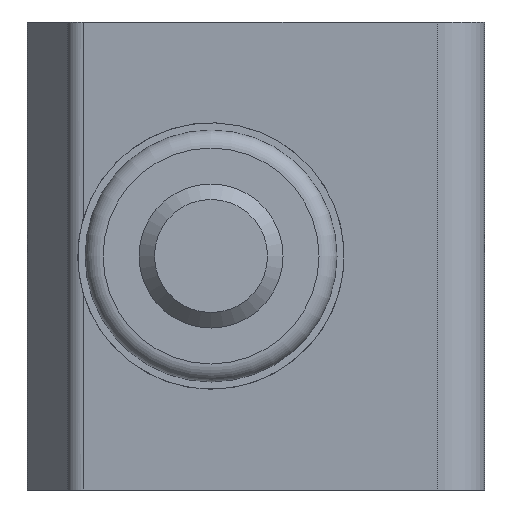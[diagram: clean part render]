
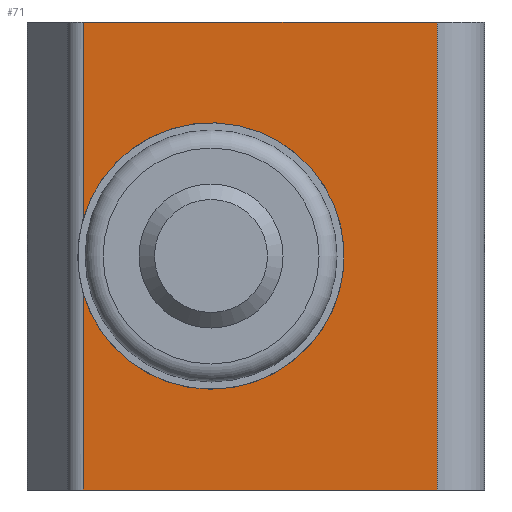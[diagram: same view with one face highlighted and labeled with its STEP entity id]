
A CAD part, front view. The second image highlights one B-rep face of the part: STEP entity #71.
In plain terms, the highlighted planar face has unit normal (-0.092, -0.996, 0).
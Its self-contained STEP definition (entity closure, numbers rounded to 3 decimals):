
#71 = ADVANCED_FACE( '', ( #171 ), #172, .F. );
#171 = FACE_OUTER_BOUND( '', #310, .T. );
#172 = PLANE( '', #311 );
#310 = EDGE_LOOP( '', ( #494, #495, #496, #497, #498, #499 ) );
#311 = AXIS2_PLACEMENT_3D( '', #500, #501, #502 );
#494 = ORIENTED_EDGE( '', *, *, #797, .F. );
#495 = ORIENTED_EDGE( '', *, *, #798, .T. );
#496 = ORIENTED_EDGE( '', *, *, #799, .T. );
#497 = ORIENTED_EDGE( '', *, *, #800, .F. );
#498 = ORIENTED_EDGE( '', *, *, #801, .F. );
#499 = ORIENTED_EDGE( '', *, *, #802, .T. );
#500 = CARTESIAN_POINT( '', ( -3.543, 1.318, 6.5 ) );
#501 = DIRECTION( '', ( 0.092, 0.996, 0. ) );
#502 = DIRECTION( '', ( -0.996, 0.092, 0. ) );
#797 = EDGE_CURVE( '', #931, #932, #933, .F. );
#798 = EDGE_CURVE( '', #931, #934, #935, .T. );
#799 = EDGE_CURVE( '', #934, #936, #937, .T. );
#800 = EDGE_CURVE( '', #938, #936, #939, .T. );
#801 = EDGE_CURVE( '', #940, #938, #941, .T. );
#802 = EDGE_CURVE( '', #940, #932, #942, .T. );
#931 = VERTEX_POINT( '', #1121 );
#932 = VERTEX_POINT( '', #1122 );
#933 = ELLIPSE( '', #1123, 3.716, 3.7 );
#934 = VERTEX_POINT( '', #1124 );
#935 = LINE( '', #1125, #1126 );
#936 = VERTEX_POINT( '', #1127 );
#937 = LINE( '', #1128, #1129 );
#938 = VERTEX_POINT( '', #1130 );
#939 = LINE( '', #1131, #1132 );
#940 = VERTEX_POINT( '', #1133 );
#941 = LINE( '', #1134, #1135 );
#942 = LINE( '', #1136, #1137 );
#1121 = CARTESIAN_POINT( '', ( -3.543, 1.318, -1.067 ) );
#1122 = CARTESIAN_POINT( '', ( -3.543, 1.318, 1.067 ) );
#1123 = AXIS2_PLACEMENT_3D( '', #1334, #1335, #1336 );
#1124 = CARTESIAN_POINT( '', ( -3.543, 1.318, -6.5 ) );
#1125 = CARTESIAN_POINT( '', ( -3.543, 1.318, 6.5 ) );
#1126 = VECTOR( '', #1337, 1000. );
#1127 = CARTESIAN_POINT( '', ( 6.289, 0.405, -6.5 ) );
#1128 = CARTESIAN_POINT( '', ( -3.543, 1.318, -6.5 ) );
#1129 = VECTOR( '', #1338, 1000. );
#1130 = CARTESIAN_POINT( '', ( 6.289, 0.405, 6.5 ) );
#1131 = CARTESIAN_POINT( '', ( 6.289, 0.405, 6.5 ) );
#1132 = VECTOR( '', #1339, 1000. );
#1133 = CARTESIAN_POINT( '', ( -3.543, 1.318, 6.5 ) );
#1134 = CARTESIAN_POINT( '', ( -3.543, 1.318, 6.5 ) );
#1135 = VECTOR( '', #1340, 1000. );
#1136 = CARTESIAN_POINT( '', ( -3.543, 1.318, 6.5 ) );
#1137 = VECTOR( '', #1341, 1000. );
#1334 = CARTESIAN_POINT( '', ( 0., 0.989, 0. ) );
#1335 = DIRECTION( '', ( 0.092, 0.996, 0. ) );
#1336 = DIRECTION( '', ( 0.996, -0.092, 0. ) );
#1337 = DIRECTION( '', ( 0., 0., -1. ) );
#1338 = DIRECTION( '', ( 0.996, -0.092, 0. ) );
#1339 = DIRECTION( '', ( 0., 0., -1. ) );
#1340 = DIRECTION( '', ( 0.996, -0.092, 0. ) );
#1341 = DIRECTION( '', ( 0., 0., -1. ) );
